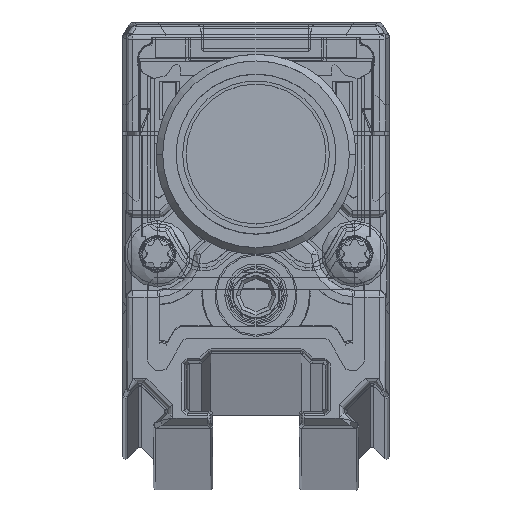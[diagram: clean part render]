
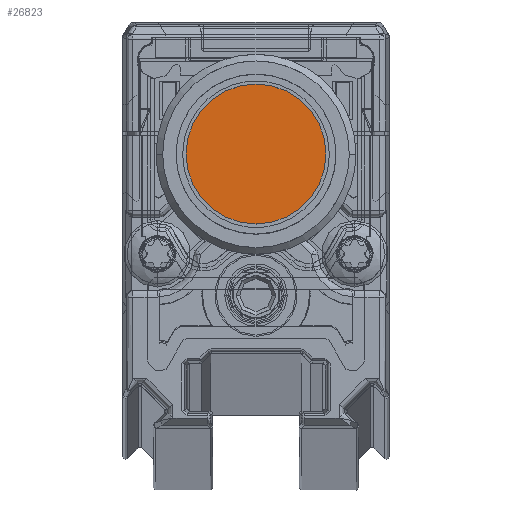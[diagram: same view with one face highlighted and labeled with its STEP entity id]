
A CAD part, top view. The second image highlights one B-rep face of the part: STEP entity #26823.
In plain terms, the highlighted face is planar.
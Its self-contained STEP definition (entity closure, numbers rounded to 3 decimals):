
#26023=CARTESIAN_POINT('',(0.,0.,0.));
#26024=DIRECTION('',(0.,-1.,0.));
#26025=DIRECTION('',(1.,0.,0.));
#26026=AXIS2_PLACEMENT_3D('',#26023,#26024,#26025);
#26028=CARTESIAN_POINT('',(0.,0.,0.));
#26029=DIRECTION('',(0.,-1.,0.));
#26030=DIRECTION('',(-1.,0.,0.));
#26031=AXIS2_PLACEMENT_3D('',#26028,#26029,#26030);
#26129=CARTESIAN_POINT('',(-5.25,0.,0.));
#26130=VERTEX_POINT('',#26129);
#26131=CARTESIAN_POINT('',(5.25,0.,0.));
#26132=VERTEX_POINT('',#26131);
#26814=CARTESIAN_POINT('',(0.,0.,0.));
#26815=DIRECTION('',(0.,-1.,0.));
#26816=DIRECTION('',(1.,0.,0.));
#26817=AXIS2_PLACEMENT_3D('',#26814,#26815,#26816);
#26818=PLANE('',#26817);
#26819=ORIENTED_EDGE('',*,*,#26800,.T.);
#26820=ORIENTED_EDGE('',*,*,#26782,.T.);
#26821=EDGE_LOOP('',(#26819,#26820));
#26822=FACE_OUTER_BOUND('',#26821,.F.);
#26823=ADVANCED_FACE('',(#26822),#26818,.F.);
#26027=CIRCLE('',#26026,5.25);
#26032=CIRCLE('',#26031,5.25);
#26782=EDGE_CURVE('',#26130,#26132,#26032,.T.);
#26800=EDGE_CURVE('',#26132,#26130,#26027,.T.);
